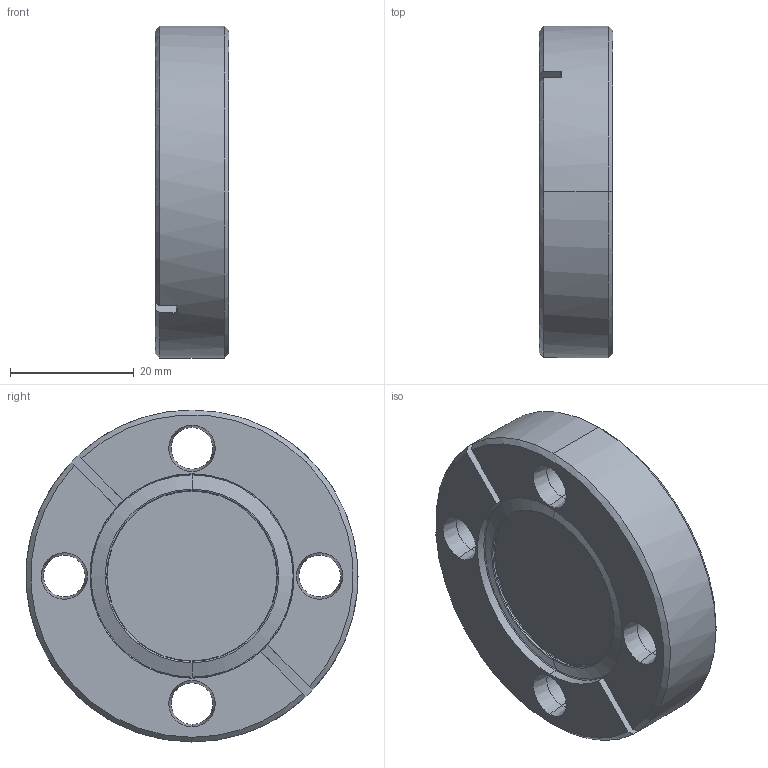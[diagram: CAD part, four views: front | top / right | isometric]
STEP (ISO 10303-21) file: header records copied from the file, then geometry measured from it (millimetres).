
FILE_DESCRIPTION (( 'STEP AP214' ), '1' );
FILE_NAME ('110005.STEP', '2024-02-18T07:39:44', ( '' ), ( '' ), 'SwSTEP 2.0', 'SolidWorks 2022', '' );
FILE_SCHEMA (( 'AUTOMOTIVE_DESIGN' ));
Length unit declared in the file: inch
Products named in the file (1): 110005
Bounding box: 11.94 x 53.64 x 53.64 mm (x, y, z)
Volume: 23924.6 mm3; surface area: 7381 mm2
Topology: 1 solids, 1 shells, 53 faces, 124 edges, 73 vertices
Faces by surface type: cone 23, cylinder 16, plane 8, torus 6
Entity records: 1579 total; most frequent: DIRECTION 293, CARTESIAN_POINT 275, ORIENTED_EDGE 248, EDGE_CURVE 124, AXIS2_PLACEMENT_3D 123, VERTEX_POINT 73, CIRCLE 69, EDGE_LOOP 61
